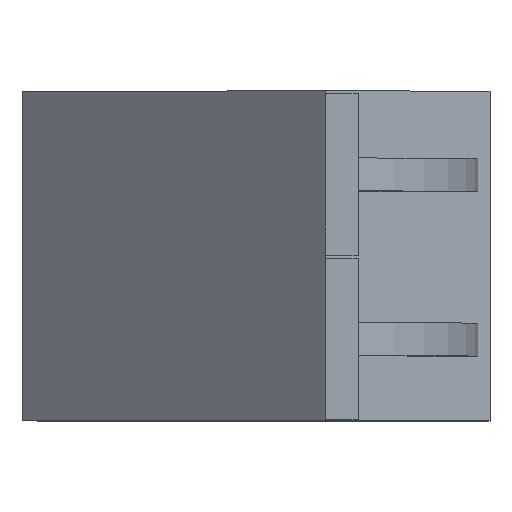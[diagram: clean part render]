
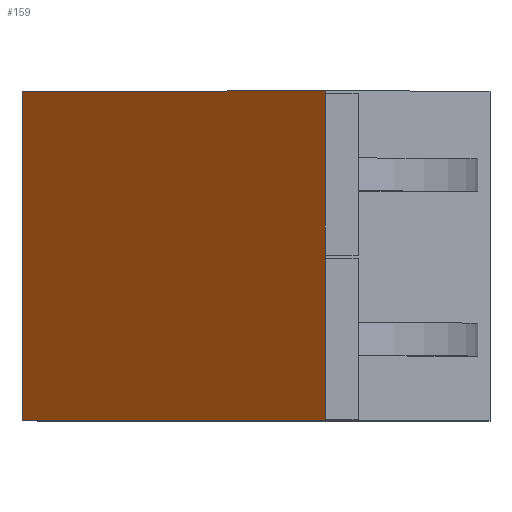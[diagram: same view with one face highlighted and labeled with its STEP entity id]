
A CAD part, top view. The second image highlights one B-rep face of the part: STEP entity #159.
In plain terms, the highlighted planar face has unit normal (-0.679, 0, 0.734).
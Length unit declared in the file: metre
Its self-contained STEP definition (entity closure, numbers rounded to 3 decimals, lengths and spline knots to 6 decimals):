
#159 = ADVANCED_FACE( '', ( #321 ), #322, .F. );
#321 = FACE_OUTER_BOUND( '', #501, .T. );
#322 = PLANE( '', #502 );
#501 = EDGE_LOOP( '', ( #749, #750, #751, #752 ) );
#502 = AXIS2_PLACEMENT_3D( '', #753, #754, #755 );
#749 = ORIENTED_EDGE( '', *, *, #892, .T. );
#750 = ORIENTED_EDGE( '', *, *, #883, .F. );
#751 = ORIENTED_EDGE( '', *, *, #901, .F. );
#752 = ORIENTED_EDGE( '', *, *, #876, .T. );
#753 = CARTESIAN_POINT( '', ( -0.0096, -0.01, 0.008641 ) );
#754 = DIRECTION( '', ( 0.679, 0., -0.734 ) );
#755 = DIRECTION( '', ( -0.734, 0., -0.679 ) );
#876 = EDGE_CURVE( '', #996, #994, #997, .T. );
#883 = EDGE_CURVE( '', #1007, #1002, #1009, .T. );
#892 = EDGE_CURVE( '', #994, #1002, #1022, .T. );
#901 = EDGE_CURVE( '', #996, #1007, #1035, .T. );
#994 = VERTEX_POINT( '', #1162 );
#996 = VERTEX_POINT( '', #1165 );
#997 = LINE( '', #1166, #1167 );
#1002 = VERTEX_POINT( '', #1174 );
#1007 = VERTEX_POINT( '', #1181 );
#1009 = LINE( '', #1184, #1185 );
#1022 = LINE( '', #1201, #1202 );
#1035 = LINE( '', #1221, #1222 );
#1162 = CARTESIAN_POINT( '', ( -0.005, 0., 0.0129 ) );
#1165 = CARTESIAN_POINT( '', ( -0.005, -0.01, 0.0129 ) );
#1166 = CARTESIAN_POINT( '', ( -0.005, -0.01, 0.0129 ) );
#1167 = VECTOR( '', #1371, 1. );
#1174 = CARTESIAN_POINT( '', ( -0.0142, 0., 0.004381 ) );
#1181 = CARTESIAN_POINT( '', ( -0.0142, -0.01, 0.004381 ) );
#1184 = CARTESIAN_POINT( '', ( -0.0142, -0.01, 0.004381 ) );
#1185 = VECTOR( '', #1377, 1. );
#1201 = CARTESIAN_POINT( '', ( -0.0096, 0., 0.008641 ) );
#1202 = VECTOR( '', #1387, 1. );
#1221 = CARTESIAN_POINT( '', ( -0.0096, -0.01, 0.008641 ) );
#1222 = VECTOR( '', #1394, 1. );
#1371 = DIRECTION( '', ( 0., 1., 0. ) );
#1377 = DIRECTION( '', ( 0., 1., 0. ) );
#1387 = DIRECTION( '', ( -0.734, 0., -0.679 ) );
#1394 = DIRECTION( '', ( -0.734, 0., -0.679 ) );
